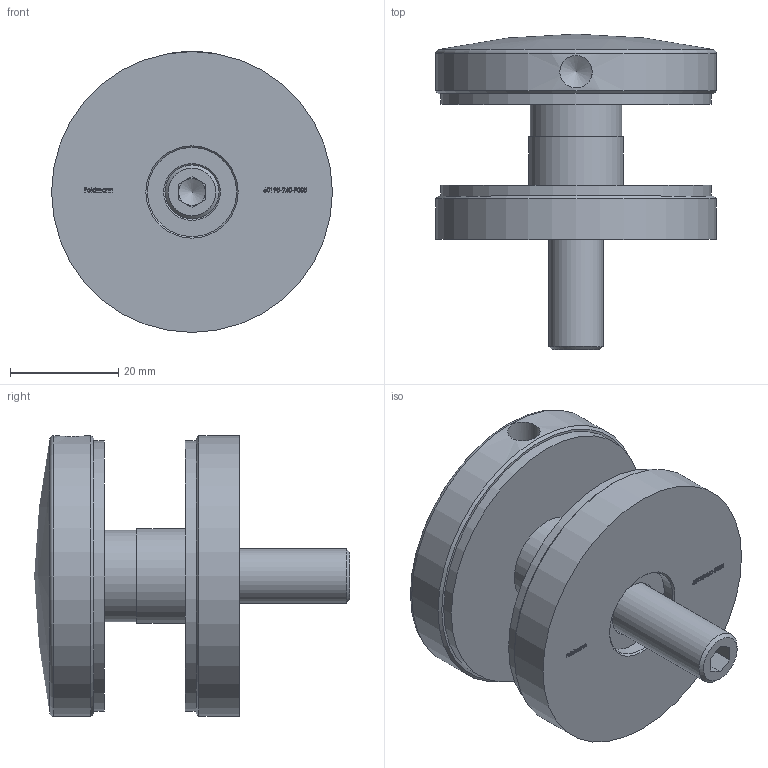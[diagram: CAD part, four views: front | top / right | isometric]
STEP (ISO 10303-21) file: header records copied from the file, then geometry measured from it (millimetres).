
FILE_DESCRIPTION (( 'STEP AP203' ), '1' );
FILE_NAME ('60195-240-9005.STEP', '2025-08-14T08:59:43', ( '' ), ( '' ), 'SwSTEP 2.0', 'SolidWorks 2018', '' );
FILE_SCHEMA (( 'CONFIG_CONTROL_DESIGN' ));
Length unit declared in the file: millimetre
Products named in the file (7): 6019X-240 Konfig Teil2_60195-240-9005 Teil2; 6019X-240 Konfig Teil1_6019X-240 Teil1; 6019X-240 Konfig Teil4_6019X-XXX Teil4; 6019X-240 Konfig Teil5_60195-240 Teil5; 6019X-240 Konfig Teil3_6019X-XXX Teil3; 60195-240-9005; DIN913_DIN 913 M10x55
Assembly tree (6 placements, depth 2):
  60195-240-9005
    6019X-240 Konfig Teil2_60195-240-9005 Teil2
    6019X-240 Konfig Teil4_6019X-XXX Teil4
    DIN913_DIN 913 M10x55
    6019X-240 Konfig Teil1_6019X-240 Teil1
    6019X-240 Konfig Teil3_6019X-XXX Teil3
    6019X-240 Konfig Teil5_60195-240 Teil5
Bounding box: 52 x 58.44 x 52 mm (x, y, z)
Volume: 49529.3 mm3; surface area: 23755.4 mm2
Topology: 6 solids, 6 shells, 329 faces, 827 edges, 546 vertices
Faces by surface type: plane 167, bspline 133, cylinder 15, cone 12, sphere 1, torus 1
Full cylindrical faces by diameter (mm): 6 x1, 8.5 x1, 10 x1, 10.5 x3, 14 x2, 16.5 x1, 17 x1, 17.5 x1, 50 x2, 52 x2
Entity records: 18254 total; most frequent: CARTESIAN_POINT 10637, ORIENTED_EDGE 1586, DIRECTION 981, EDGE_CURVE 793, VERTEX_POINT 540, LINE 481, VECTOR 481, EDGE_LOOP 401
